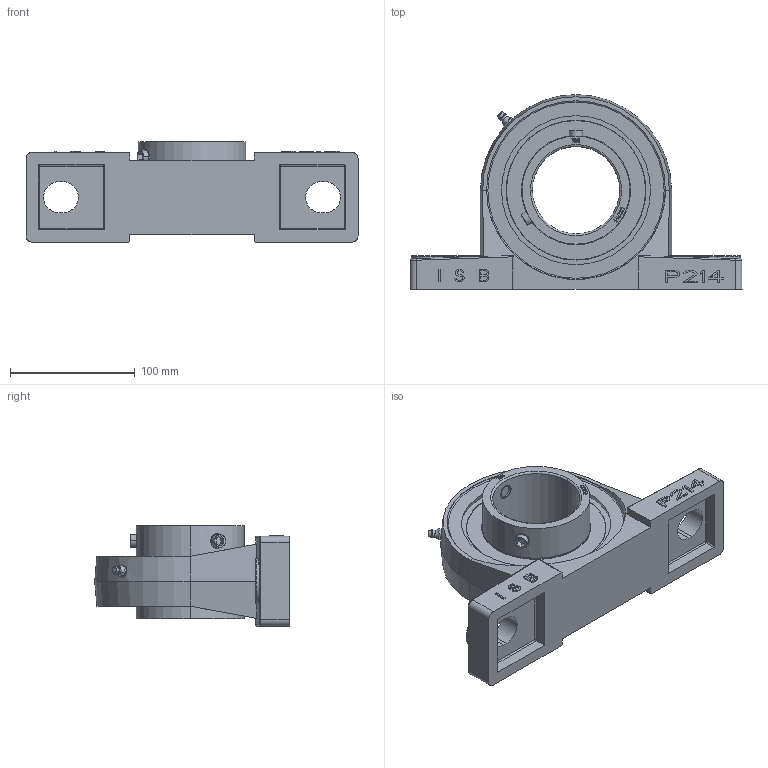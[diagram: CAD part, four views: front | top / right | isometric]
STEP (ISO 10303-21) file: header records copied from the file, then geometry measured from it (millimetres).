
FILE_DESCRIPTION((''),'2;1');
FILE_NAME('UCP214_ASM','2018-09-05T12:04:47',('giuseppe.caruso'),(''),'CREO PARAMETRIC BY PTC INC, 2016390','CREO PARAMETRIC BY PTC INC, 2016390','');
FILE_SCHEMA(('CONFIG_CONTROL_DESIGN'));
Length unit declared in the file: millimetre
Products named in the file (11): P214; UC214_AI; UC214_AE; UC214_BALL; UC214_CAGE; UC214_SEAL; UC214_FLAP; M12X1-5_INST; UC214_ASM; M8X1; UCP214_ASM
Assembly tree (23 placements, depth 3):
  UCP214_ASM
    P214
    UC214_ASM
      UC214_AI
      UC214_AE
      UC214_BALL  x11
      UC214_CAGE
      UC214_SEAL  x2
      UC214_FLAP  x2
      M12X1-5_INST  x2
    M8X1
Bounding box: 266 x 156 x 80.4 mm (x, y, z)
Volume: 823077.6 mm3; surface area: 225252.2 mm2
Topology: 22 solids, 26 shells, 846 faces, 2180 edges, 1395 vertices
Faces by surface type: plane 552, cylinder 144, sphere 78, cone 50, torus 18, bspline 4
Entity records: 24719 total; most frequent: CARTESIAN_POINT 5162, DIRECTION 3990, ORIENTED_EDGE 3986, EDGE_CURVE 2004, VECTOR 1424, LINE 1424, VERTEX_POINT 1305, AXIS2_PLACEMENT_3D 1283
